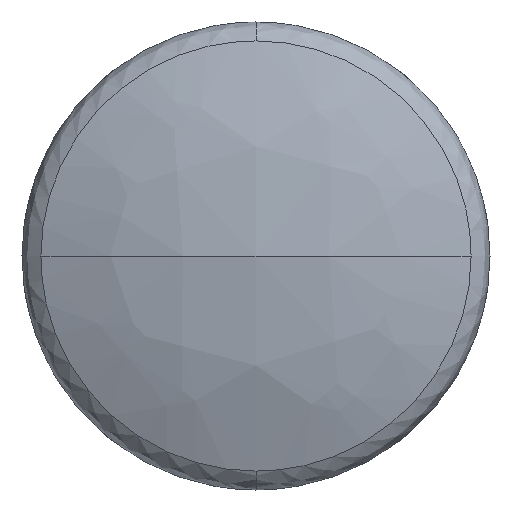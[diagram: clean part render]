
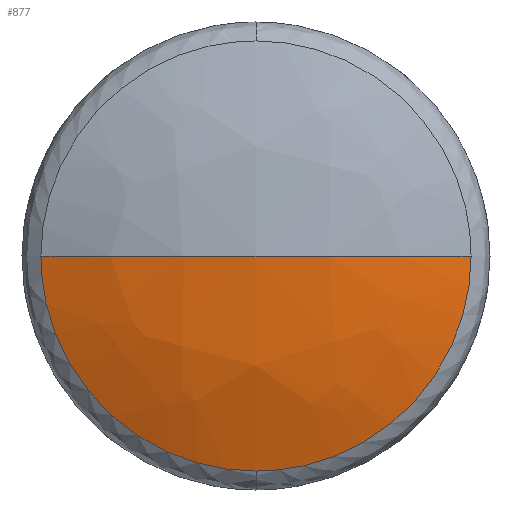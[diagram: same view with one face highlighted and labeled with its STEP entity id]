
A CAD part, front view. The second image highlights one B-rep face of the part: STEP entity #877.
In plain terms, the highlighted free-form (B-spline) face has degree [2, 2] with [3, 3] control points.
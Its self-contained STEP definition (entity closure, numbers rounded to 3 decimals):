
#239 = VERTEX_POINT('',#240);
#240 = CARTESIAN_POINT('',(0.,441.196,
    -2315.827));
#248 = EDGE_CURVE('',#239,#249,#251,.T.);
#249 = VERTEX_POINT('',#250);
#250 = CARTESIAN_POINT('',(-2315.827,441.196,
    0.));
#251 = ( BOUNDED_CURVE() B_SPLINE_CURVE(2,(#252,#253,#254),
.UNSPECIFIED.,.F.,.F.) B_SPLINE_CURVE_WITH_KNOTS((3,3),(3.142,
4.712),.PIECEWISE_BEZIER_KNOTS.) CURVE() 
GEOMETRIC_REPRESENTATION_ITEM() RATIONAL_B_SPLINE_CURVE((1.,
0.707,1.)) REPRESENTATION_ITEM('') );
#252 = CARTESIAN_POINT('',(0.,441.196,
    -2315.827));
#253 = CARTESIAN_POINT('',(-2315.827,441.196,
    -2315.827));
#254 = CARTESIAN_POINT('',(-2315.827,441.196,
    0.));
#461 = EDGE_CURVE('',#462,#239,#464,.T.);
#462 = VERTEX_POINT('',#463);
#463 = CARTESIAN_POINT('',(2315.827,441.196,0.));
#464 = ( BOUNDED_CURVE() B_SPLINE_CURVE(2,(#465,#466,#467),
.UNSPECIFIED.,.F.,.F.) B_SPLINE_CURVE_WITH_KNOTS((3,3),(1.571,
3.142),.PIECEWISE_BEZIER_KNOTS.) CURVE() 
GEOMETRIC_REPRESENTATION_ITEM() RATIONAL_B_SPLINE_CURVE((1.,
0.707,1.)) REPRESENTATION_ITEM('') );
#465 = CARTESIAN_POINT('',(2315.827,441.196,
    0.));
#466 = CARTESIAN_POINT('',(2315.827,441.196,
    -2315.827));
#467 = CARTESIAN_POINT('',(0.,441.196,
    -2315.827));
#877 = ADVANCED_FACE('',(#878),#896,.T.);
#878 = FACE_BOUND('',#879,.T.);
#879 = EDGE_LOOP('',(#880,#888,#894,#895));
#880 = ORIENTED_EDGE('',*,*,#881,.F.);
#881 = EDGE_CURVE('',#882,#462,#884,.T.);
#882 = VERTEX_POINT('',#883);
#883 = CARTESIAN_POINT('',(0.,0.,0.));
#884 = ( BOUNDED_CURVE() B_SPLINE_CURVE(2,(#885,#886,#887),
.UNSPECIFIED.,.F.,.F.) B_SPLINE_CURVE_WITH_KNOTS((3,3),(4.712,
5.089),.PIECEWISE_BEZIER_KNOTS.) CURVE() 
GEOMETRIC_REPRESENTATION_ITEM() RATIONAL_B_SPLINE_CURVE((1.,
0.982,1.)) REPRESENTATION_ITEM('') );
#885 = CARTESIAN_POINT('',(0.,0.,0.));
#886 = CARTESIAN_POINT('',(1199.941,0.,0.));
#887 = CARTESIAN_POINT('',(2315.827,441.196,0.));
#888 = ORIENTED_EDGE('',*,*,#889,.T.);
#889 = EDGE_CURVE('',#882,#249,#890,.T.);
#890 = ( BOUNDED_CURVE() B_SPLINE_CURVE(2,(#891,#892,#893),
.UNSPECIFIED.,.F.,.F.) B_SPLINE_CURVE_WITH_KNOTS((3,3),(4.712,
5.089),.PIECEWISE_BEZIER_KNOTS.) CURVE() 
GEOMETRIC_REPRESENTATION_ITEM() RATIONAL_B_SPLINE_CURVE((1.,
0.982,1.)) REPRESENTATION_ITEM('') );
#891 = CARTESIAN_POINT('',(0.,0.,0.));
#892 = CARTESIAN_POINT('',(-1199.941,0.,
    0.));
#893 = CARTESIAN_POINT('',(-2315.827,441.196,
    0.));
#894 = ORIENTED_EDGE('',*,*,#248,.F.);
#895 = ORIENTED_EDGE('',*,*,#461,.F.);
#896 = ( BOUNDED_SURFACE() B_SPLINE_SURFACE(2,2,(
    (#897,#898,#899)
    ,(#900,#901,#902)
    ,(#903,#904,#905
)),.UNSPECIFIED.,.F.,.F.,.F.) B_SPLINE_SURFACE_WITH_KNOTS((3,3),(3,3),(
    1.194,1.947),(0.,0.377),
.PIECEWISE_BEZIER_KNOTS.) GEOMETRIC_REPRESENTATION_ITEM() 
RATIONAL_B_SPLINE_SURFACE((
    (1.,0.982,1.)
    ,(0.93,0.914,0.93)
,(1.,0.982,1.))) REPRESENTATION_ITEM('') SURFACE() );
#897 = CARTESIAN_POINT('',(2315.828,441.197,
    0.));
#898 = CARTESIAN_POINT('',(2315.828,441.197,
    -1199.945));
#899 = CARTESIAN_POINT('',(2153.607,851.491,
    -2315.835));
#900 = CARTESIAN_POINT('',(0.,-474.43,
    0.));
#901 = CARTESIAN_POINT('',(0.,-474.43,
    -1199.945));
#902 = CARTESIAN_POINT('',(0.,0.003,
    -2315.835));
#903 = CARTESIAN_POINT('',(-2315.828,441.197,
    0.));
#904 = CARTESIAN_POINT('',(-2315.828,441.197,
    -1199.945));
#905 = CARTESIAN_POINT('',(-2153.607,851.491,
    -2315.835));
